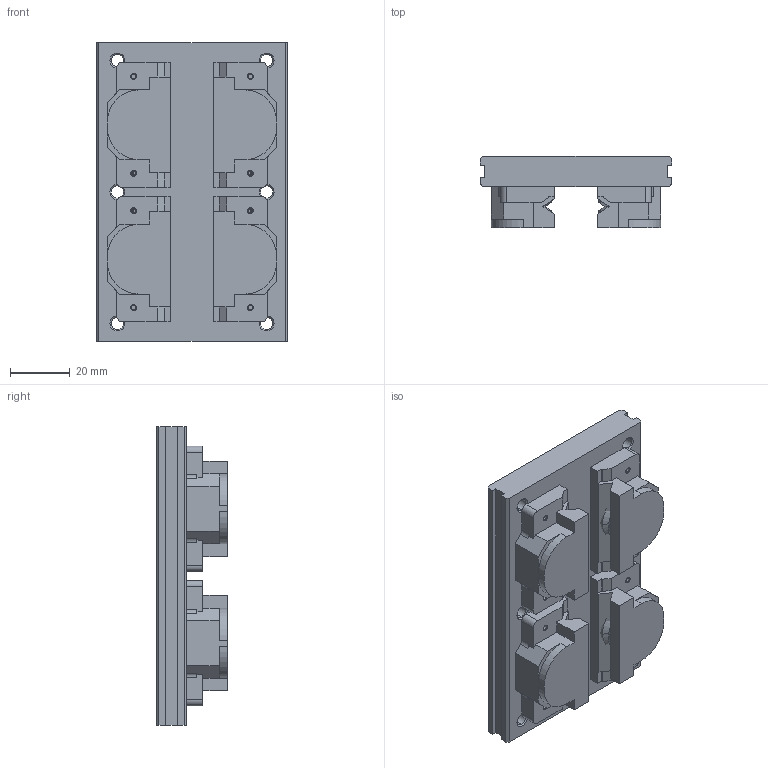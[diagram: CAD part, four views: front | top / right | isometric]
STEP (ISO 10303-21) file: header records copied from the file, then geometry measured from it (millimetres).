
FILE_DESCRIPTION (( 'STEP AP203' ), '1' );
FILE_NAME ('LVC-20.step', '2024-06-11T15:39:18', ( '' ), ( '' ), 'SwSTEP 2.0', 'SolidWorks 2023', '' );
FILE_SCHEMA (( 'CONFIG_CONTROL_DESIGN' ));
Length unit declared in the file: millimetre
Products named in the file (1): LVC-20
Bounding box: 64 x 23.75 x 100 mm (x, y, z)
Volume: 101269.6 mm3; surface area: 39805.4 mm2
Topology: 17 solids, 17 shells, 760 faces, 1820 edges, 1136 vertices
Faces by surface type: plane 396, cylinder 180, cone 136, bspline 48
Entity records: 23069 total; most frequent: CARTESIAN_POINT 5253, DIRECTION 3734, ORIENTED_EDGE 3608, EDGE_CURVE 1804, AXIS2_PLACEMENT_3D 1313, VERTEX_POINT 1136, VECTOR 1108, LINE 1108
